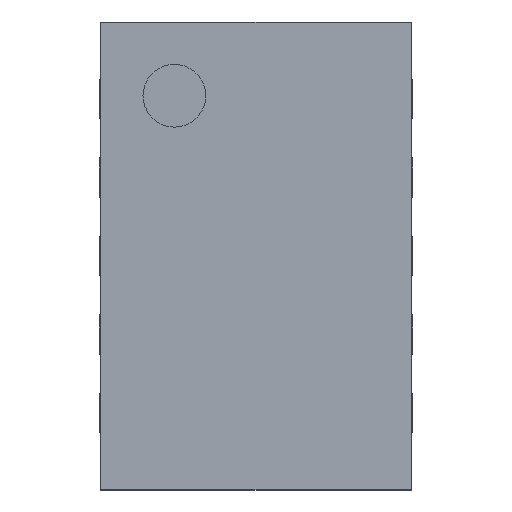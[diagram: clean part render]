
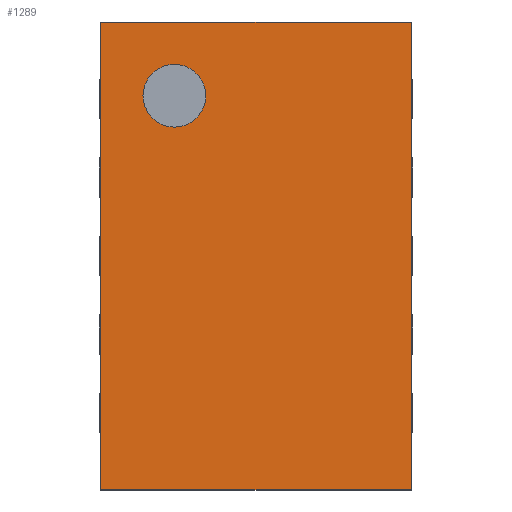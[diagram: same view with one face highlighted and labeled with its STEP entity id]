
A CAD part, top view. The second image highlights one B-rep face of the part: STEP entity #1289.
In plain terms, the highlighted planar face has unit normal (0, 0, 1).
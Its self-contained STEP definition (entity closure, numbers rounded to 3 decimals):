
#13=DIRECTION('',(0.,0.,1.));
#96=DIRECTION('',(0.,0.,-1.));
#153=VECTOR('',#154,1.);
#154=DIRECTION('',(0.,-1.,0.));
#160=VECTOR('',#161,1.);
#161=DIRECTION('',(1.,0.,0.));
#430=VERTEX_POINT('',#431);
#431=CARTESIAN_POINT('',(-0.99,1.49,0.77));
#433=ORIENTED_EDGE('',*,*,#434,.T.);
#434=EDGE_CURVE('',#430,#435,#437,.T.);
#435=VERTEX_POINT('',#436);
#436=CARTESIAN_POINT('',(-0.99,-1.49,0.77));
#437=LINE('',#431,#153);
#532=VERTEX_POINT('',#533);
#533=CARTESIAN_POINT('',(0.99,1.49,0.77));
#536=EDGE_CURVE('',#532,#537,#539,.T.);
#537=VERTEX_POINT('',#538);
#538=CARTESIAN_POINT('',(0.99,-1.49,0.77));
#539=LINE('',#533,#153);
#630=ORIENTED_EDGE('',*,*,#631,.F.);
#631=EDGE_CURVE('',#430,#532,#632,.T.);
#632=LINE('',#431,#160);
#1208=EDGE_CURVE('',#435,#537,#1209,.T.);
#1209=LINE('',#436,#160);
#1289=ADVANCED_FACE('',(#1290,#1294),#1303,.T.);
#1290=FACE_BOUND('',#1291,.T.);
#1291=EDGE_LOOP('',(#630,#433,#1292,#1293));
#1292=ORIENTED_EDGE('',*,*,#1208,.T.);
#1293=ORIENTED_EDGE('',*,*,#536,.F.);
#1294=FACE_BOUND('',#1295,.T.);
#1295=EDGE_LOOP('',(#1296));
#1296=ORIENTED_EDGE('',*,*,#1297,.T.);
#1297=EDGE_CURVE('',#1298,#1298,#1300,.T.);
#1298=VERTEX_POINT('',#1299);
#1299=CARTESIAN_POINT('',(-0.52,0.82,0.77));
#1300=CIRCLE('',#1301,0.2);
#1301=AXIS2_PLACEMENT_3D('',#1302,#96,#154);
#1302=CARTESIAN_POINT('',(-0.52,1.02,0.77));
#1303=PLANE('',#1304);
#1304=AXIS2_PLACEMENT_3D('',#431,#13,#154);
